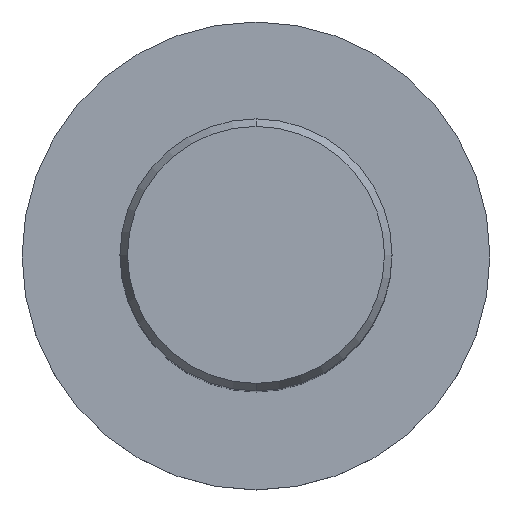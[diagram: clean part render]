
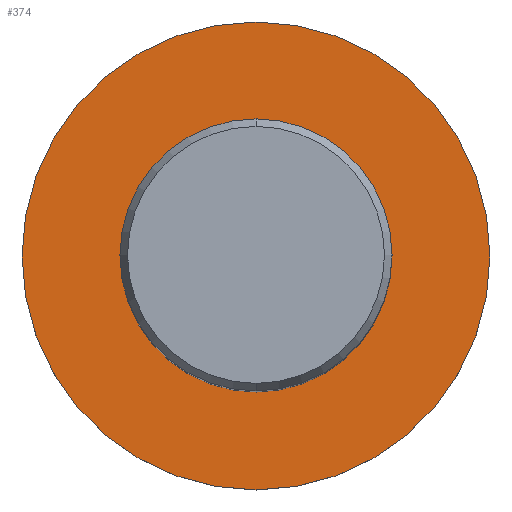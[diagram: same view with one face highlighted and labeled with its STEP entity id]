
A CAD part, top view. The second image highlights one B-rep face of the part: STEP entity #374.
In plain terms, the highlighted planar face has unit normal (0, 0, 1).
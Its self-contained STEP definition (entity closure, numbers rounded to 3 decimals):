
#308=EDGE_CURVE('',#370,#544,#773,.T.);
#342=EDGE_CURVE('',#396,#508,#815,.T.);
#370=VERTEX_POINT('',#843);
#374=ADVANCED_FACE('',(#847,#848),#849,.T.);
#382=EDGE_CURVE('',#544,#370,#858,.T.);
#396=VERTEX_POINT('',#873);
#508=VERTEX_POINT('',#995);
#544=VERTEX_POINT('',#1034);
#668=EDGE_CURVE('',#508,#396,#1168,.T.);
#773=CIRCLE('',#1345,12.5);
#815=CIRCLE('',#1392,21.5);
#843=CARTESIAN_POINT('',(0.,-12.5,-56.0));
#847=FACE_BOUND('',#1436,.T.);
#848=FACE_OUTER_BOUND('',#1437,.T.);
#849=PLANE('',#1438);
#858=CIRCLE('',#1449,12.5);
#873=CARTESIAN_POINT('',(0.0,21.5,-56.0));
#995=CARTESIAN_POINT('',(0.,-21.5,-56.0));
#1034=CARTESIAN_POINT('',(0.0,12.5,-56.0));
#1168=CIRCLE('',#2039,21.5);
#1345=AXIS2_PLACEMENT_3D('',#2168,#2169,#2170);
#1392=AXIS2_PLACEMENT_3D('',#2252,#2253,#2254);
#1436=EDGE_LOOP('',(#2272,#2273));
#1437=EDGE_LOOP('',(#2274,#2275));
#1438=AXIS2_PLACEMENT_3D('',#2276,#2277,#2278);
#1449=AXIS2_PLACEMENT_3D('',#2291,#2292,#2293);
#2039=AXIS2_PLACEMENT_3D('',#2644,#2645,#2646);
#2168=CARTESIAN_POINT('',(0.0,0.0,-56.0));
#2169=DIRECTION('',(-0.0,0.0,-1.0));
#2170=DIRECTION('',(0.0,1.0,0.0));
#2252=CARTESIAN_POINT('',(0.0,0.0,-56.0));
#2253=DIRECTION('',(0.0,0.0,-1.0));
#2254=DIRECTION('',(0.0,1.0,0.0));
#2272=ORIENTED_EDGE('',*,*,#382,.T.);
#2273=ORIENTED_EDGE('',*,*,#308,.T.);
#2274=ORIENTED_EDGE('',*,*,#342,.F.);
#2275=ORIENTED_EDGE('',*,*,#668,.F.);
#2276=CARTESIAN_POINT('',(0.0,10.75,-56.0));
#2277=DIRECTION('',(-0.0,0.0,1.0));
#2278=DIRECTION('',(0.0,-1.0,0.0));
#2291=CARTESIAN_POINT('',(0.0,0.0,-56.0));
#2292=DIRECTION('',(-0.0,0.0,-1.0));
#2293=DIRECTION('',(0.0,1.0,0.0));
#2644=CARTESIAN_POINT('',(0.0,0.0,-56.0));
#2645=DIRECTION('',(0.0,0.0,-1.0));
#2646=DIRECTION('',(0.0,1.0,0.0));
